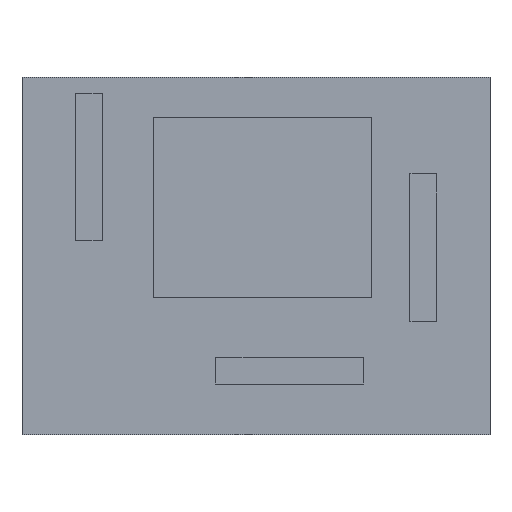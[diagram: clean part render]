
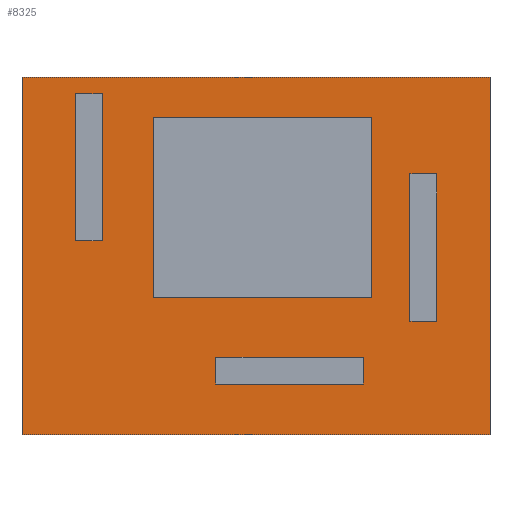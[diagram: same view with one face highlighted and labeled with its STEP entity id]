
A CAD part, top view. The second image highlights one B-rep face of the part: STEP entity #8325.
In plain terms, the highlighted planar face has unit normal (0, 0, 1).
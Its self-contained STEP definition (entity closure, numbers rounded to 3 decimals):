
#672=FACE_OUTER_BOUND('',#1147,.T.);
#1147=EDGE_LOOP('',(#7360,#7361,#7362,#7363));
#2222=LINE('',#13379,#3311);
#2225=LINE('',#13385,#3314);
#2228=LINE('',#13391,#3317);
#2231=LINE('',#13395,#3320);
#3311=VECTOR('',#11032,10.);
#3314=VECTOR('',#11037,10.);
#3317=VECTOR('',#11042,10.);
#3320=VECTOR('',#11047,10.);
#4057=VERTEX_POINT('',#13376);
#4058=VERTEX_POINT('',#13378);
#4060=VERTEX_POINT('',#13384);
#4062=VERTEX_POINT('',#13390);
#5156=EDGE_CURVE('',#4058,#4057,#2222,.T.);
#5159=EDGE_CURVE('',#4060,#4058,#2225,.T.);
#5162=EDGE_CURVE('',#4062,#4060,#2228,.T.);
#5165=EDGE_CURVE('',#4057,#4062,#2231,.T.);
#7360=ORIENTED_EDGE('',*,*,#5165,.T.);
#7361=ORIENTED_EDGE('',*,*,#5162,.T.);
#7362=ORIENTED_EDGE('',*,*,#5159,.T.);
#7363=ORIENTED_EDGE('',*,*,#5156,.T.);
#7850=PLANE('',#8961);
#8325=ADVANCED_FACE('',(#672),#7850,.T.);
#8961=AXIS2_PLACEMENT_3D('',#13396,#11048,#11049);
#11032=DIRECTION('',(-1.,0.,0.));
#11037=DIRECTION('',(0.,1.,0.));
#11042=DIRECTION('',(1.,0.,0.));
#11047=DIRECTION('',(0.,-1.,0.));
#11048=DIRECTION('center_axis',(0.,0.,1.));
#11049=DIRECTION('ref_axis',(1.,0.,0.));
#13376=CARTESIAN_POINT('',(0.,25.07,0.053));
#13378=CARTESIAN_POINT('',(44.43,25.07,0.053));
#13379=CARTESIAN_POINT('',(44.43,25.07,0.053));
#13384=CARTESIAN_POINT('',(44.43,-8.89,0.053));
#13385=CARTESIAN_POINT('',(44.43,-8.89,0.053));
#13390=CARTESIAN_POINT('',(0.,-8.89,0.053));
#13391=CARTESIAN_POINT('',(0.,-8.89,0.053));
#13395=CARTESIAN_POINT('',(0.,25.07,0.053));
#13396=CARTESIAN_POINT('Origin',(22.215,8.09,0.053));
